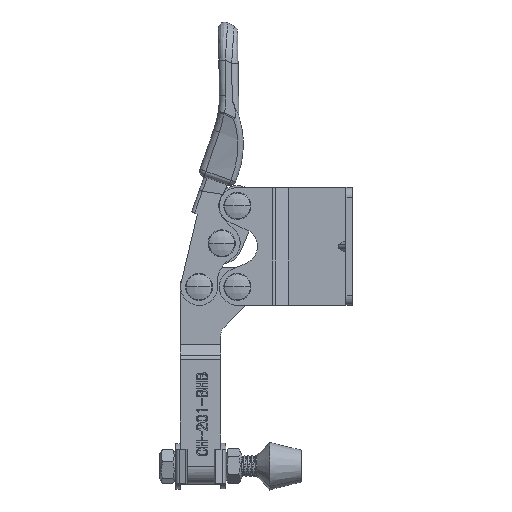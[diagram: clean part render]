
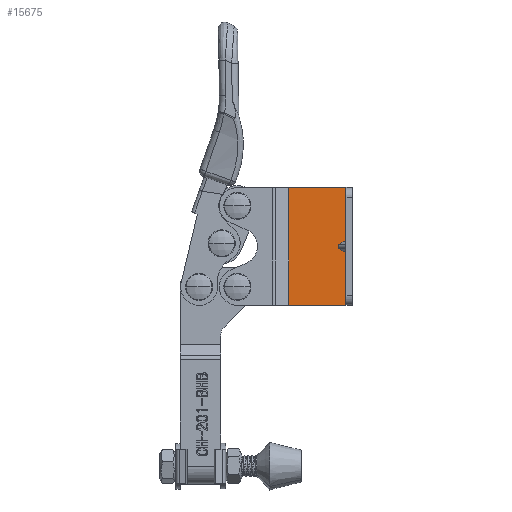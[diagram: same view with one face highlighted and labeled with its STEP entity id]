
A CAD part, left-side view. The second image highlights one B-rep face of the part: STEP entity #15675.
In plain terms, the highlighted planar face has unit normal (-1, 0, 0).
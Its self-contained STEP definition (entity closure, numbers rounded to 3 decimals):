
#15571 = VERTEX_POINT ( 'NONE', #38146 ) ;
#15609 = VERTEX_POINT ( 'NONE', #38188 ) ;
#15614 = EDGE_CURVE ( 'NONE', #15628, #15699, #38241, .T. ) ;
#15617 = EDGE_LOOP ( 'NONE', ( #15676, #15680, #15679, #15677, #15681, #15672, #15668, #15667, #15732, #15739 ) ) ;
#15628 = VERTEX_POINT ( 'NONE', #38212 ) ;
#15629 = VERTEX_POINT ( 'NONE', #38230 ) ;
#15664 = EDGE_CURVE ( 'NONE', #15673, #15696, #38295, .T. ) ;
#15665 = EDGE_CURVE ( 'NONE', #15699, #15696, #38339, .T. ) ;
#15666 = EDGE_CURVE ( 'NONE', #15669, #15628, #38335, .T. ) ;
#15667 = ORIENTED_EDGE ( 'NONE', *, *, #15670, .F. ) ;
#15668 = ORIENTED_EDGE ( 'NONE', *, *, #15666, .F. ) ;
#15669 = VERTEX_POINT ( 'NONE', #38289 ) ;
#15670 = EDGE_CURVE ( 'NONE', #15609, #15669, #38293, .T. ) ;
#15671 = EDGE_CURVE ( 'NONE', #15692, #15629, #38280, .T. ) ;
#15672 = ORIENTED_EDGE ( 'NONE', *, *, #15614, .F. ) ;
#15673 = VERTEX_POINT ( 'NONE', #38281 ) ;
#15674 = EDGE_CURVE ( 'NONE', #15692, #15673, #38287, .T. ) ;
#15675 = ADVANCED_FACE ( 'NONE', ( #38327 ), #38282, .F. ) ;
#15676 = ORIENTED_EDGE ( 'NONE', *, *, #15678, .T. ) ;
#15677 = ORIENTED_EDGE ( 'NONE', *, *, #15664, .T. ) ;
#15678 = EDGE_CURVE ( 'NONE', #15571, #15629, #38326, .T. ) ;
#15679 = ORIENTED_EDGE ( 'NONE', *, *, #15674, .T. ) ;
#15680 = ORIENTED_EDGE ( 'NONE', *, *, #15671, .F. ) ;
#15681 = ORIENTED_EDGE ( 'NONE', *, *, #15665, .F. ) ;
#15692 = VERTEX_POINT ( 'NONE', #38361 ) ;
#15696 = VERTEX_POINT ( 'NONE', #38349 ) ;
#15699 = VERTEX_POINT ( 'NONE', #38341 ) ;
#15732 = ORIENTED_EDGE ( 'NONE', *, *, #15734, .F. ) ;
#15733 = EDGE_CURVE ( 'NONE', #15571, #15736, #38392, .T. ) ;
#15734 = EDGE_CURVE ( 'NONE', #15736, #15609, #38438, .T. ) ;
#15736 = VERTEX_POINT ( 'NONE', #38437 ) ;
#15739 = ORIENTED_EDGE ( 'NONE', *, *, #15733, .F. ) ;
#38146 = CARTESIAN_POINT ( 'NONE',  ( -2., 2.879, 20. ) ) ;
#38188 = CARTESIAN_POINT ( 'NONE',  ( -2., 4., 17.793 ) ) ;
#38212 = CARTESIAN_POINT ( 'NONE',  ( -2., 2., 17. ) ) ;
#38230 = CARTESIAN_POINT ( 'NONE',  ( -2., 2., 20. ) ) ;
#38232 = DIRECTION ( 'NONE',  ( 0., 0., -1. ) ) ;
#38233 = VECTOR ( 'NONE', #38232, 1000. ) ;
#38240 = CARTESIAN_POINT ( 'NONE',  ( -2., 2., 37. ) ) ;
#38241 = LINE ( 'NONE', #38240, #38233 ) ;
#38278 = VECTOR ( 'NONE', #38340, 1000. ) ;
#38279 = CARTESIAN_POINT ( 'NONE',  ( -2., 20., 37. ) ) ;
#38280 = LINE ( 'NONE', #38324, #38323 ) ;
#38281 = CARTESIAN_POINT ( 'NONE',  ( -2., 20., 37. ) ) ;
#38282 = PLANE ( 'NONE',  #38317 ) ;
#38287 = LINE ( 'NONE', #38320, #38316 ) ;
#38289 = CARTESIAN_POINT ( 'NONE',  ( -2., 2.879, 17. ) ) ;
#38292 = CARTESIAN_POINT ( 'NONE',  ( -2., 11.721, 23.252 ) ) ;
#38293 = LINE ( 'NONE', #38292, #38329 ) ;
#38295 = LINE ( 'NONE', #38279, #38278 ) ;
#38309 = DIRECTION ( 'NONE',  ( 0., -1., 0. ) ) ;
#38310 = DIRECTION ( 'NONE',  ( 1., 0., 0. ) ) ;
#38316 = VECTOR ( 'NONE', #38319, 1000. ) ;
#38317 = AXIS2_PLACEMENT_3D ( 'NONE', #38318, #38310, #38309 ) ;
#38318 = CARTESIAN_POINT ( 'NONE',  ( -2., 2., 37. ) ) ;
#38319 = DIRECTION ( 'NONE',  ( 0., 1., 0. ) ) ;
#38320 = CARTESIAN_POINT ( 'NONE',  ( -2., 2., 37. ) ) ;
#38322 = DIRECTION ( 'NONE',  ( 0., 0., -1. ) ) ;
#38323 = VECTOR ( 'NONE', #38322, 1000. ) ;
#38324 = CARTESIAN_POINT ( 'NONE',  ( -2., 2., 37. ) ) ;
#38325 = CARTESIAN_POINT ( 'NONE',  ( -2., 2., 20. ) ) ;
#38326 = LINE ( 'NONE', #38325, #38367 ) ;
#38327 = FACE_OUTER_BOUND ( 'NONE', #15617, .T. ) ;
#38328 = DIRECTION ( 'NONE',  ( 0., -0.816, -0.577 ) ) ;
#38329 = VECTOR ( 'NONE', #38328, 1000. ) ;
#38332 = DIRECTION ( 'NONE',  ( 0., -1., 0. ) ) ;
#38333 = VECTOR ( 'NONE', #38332, 1000. ) ;
#38334 = CARTESIAN_POINT ( 'NONE',  ( -2., 2., 17. ) ) ;
#38335 = LINE ( 'NONE', #38334, #38333 ) ;
#38336 = DIRECTION ( 'NONE',  ( 0., 1., 0. ) ) ;
#38337 = VECTOR ( 'NONE', #38336, 1000. ) ;
#38338 = CARTESIAN_POINT ( 'NONE',  ( -2., 2., 0. ) ) ;
#38339 = LINE ( 'NONE', #38338, #38337 ) ;
#38340 = DIRECTION ( 'NONE',  ( 0., 0., -1. ) ) ;
#38341 = CARTESIAN_POINT ( 'NONE',  ( -2., 2., 0. ) ) ;
#38349 = CARTESIAN_POINT ( 'NONE',  ( -2., 20., 0. ) ) ;
#38361 = CARTESIAN_POINT ( 'NONE',  ( -2., 2., 37. ) ) ;
#38366 = DIRECTION ( 'NONE',  ( 0., -1., 0. ) ) ;
#38367 = VECTOR ( 'NONE', #38366, 1000. ) ;
#38391 = CARTESIAN_POINT ( 'NONE',  ( -2., -5.721, 26.081 ) ) ;
#38392 = LINE ( 'NONE', #38391, #38443 ) ;
#38433 = CARTESIAN_POINT ( 'NONE',  ( -2., 4., 17.793 ) ) ;
#38434 = CARTESIAN_POINT ( 'NONE',  ( -2., 4.586, 18.207 ) ) ;
#38435 = CARTESIAN_POINT ( 'NONE',  ( -2., 4.586, 18.793 ) ) ;
#38436 = CARTESIAN_POINT ( 'NONE',  ( -2., 4., 19.207 ) ) ;
#38437 = CARTESIAN_POINT ( 'NONE',  ( -2., 4., 19.207 ) ) ;
#38438 =( BOUNDED_CURVE ( )  B_SPLINE_CURVE ( 3, ( #38436, #38435, #38434, #38433 ),
 .UNSPECIFIED., .F., .T. ) 
 B_SPLINE_CURVE_WITH_KNOTS ( ( 4, 4 ),
 ( 5.498, 7.069 ),
 .UNSPECIFIED. ) 
 CURVE ( )  GEOMETRIC_REPRESENTATION_ITEM ( )  RATIONAL_B_SPLINE_CURVE ( ( 1., 0.805, 0.805, 1. ) ) 
 REPRESENTATION_ITEM ( '' )  );
#38442 = DIRECTION ( 'NONE',  ( 0., 0.816, -0.577 ) ) ;
#38443 = VECTOR ( 'NONE', #38442, 1000. ) ;
